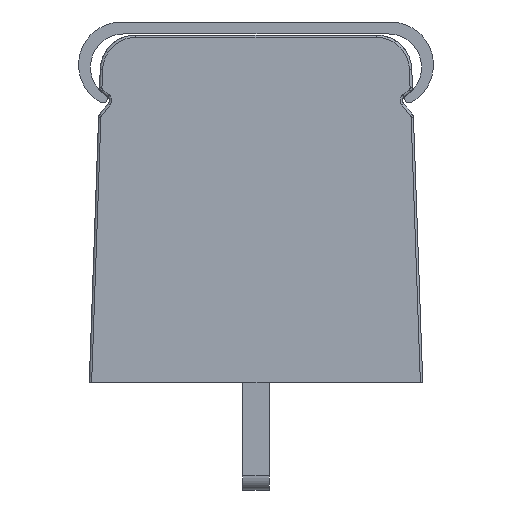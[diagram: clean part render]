
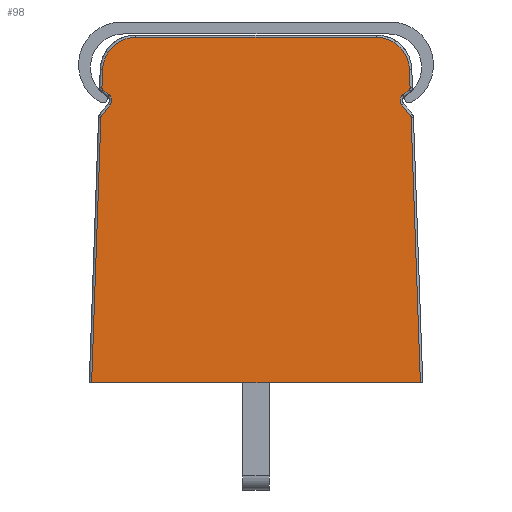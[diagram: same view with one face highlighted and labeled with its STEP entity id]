
A CAD part, left-side view. The second image highlights one B-rep face of the part: STEP entity #98.
In plain terms, the highlighted planar face has unit normal (-1, 0, 0.018).
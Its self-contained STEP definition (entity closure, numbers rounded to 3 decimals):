
#98 = ADVANCED_FACE( '', ( #1241 ), #1242, .T. );
#1241 = FACE_OUTER_BOUND( '', #3837, .T. );
#1242 = PLANE( '', #3838 );
#3837 = EDGE_LOOP( '', ( #10303, #10304, #10305, #10306, #10307, #10308, #10309, #10310, #10311, #10312, #10313, #10314, #10315, #10316, #10317, #10318, #10319, #10320 ) );
#3838 = AXIS2_PLACEMENT_3D( '', #10321, #10322, #10323 );
#10303 = ORIENTED_EDGE( '', *, *, #19336, .T. );
#10304 = ORIENTED_EDGE( '', *, *, #19337, .T. );
#10305 = ORIENTED_EDGE( '', *, *, #19338, .F. );
#10306 = ORIENTED_EDGE( '', *, *, #19173, .T. );
#10307 = ORIENTED_EDGE( '', *, *, #19332, .T. );
#10308 = ORIENTED_EDGE( '', *, *, #19335, .T. );
#10309 = ORIENTED_EDGE( '', *, *, #19339, .T. );
#10310 = ORIENTED_EDGE( '', *, *, #19340, .T. );
#10311 = ORIENTED_EDGE( '', *, *, #19341, .T. );
#10312 = ORIENTED_EDGE( '', *, *, #19342, .T. );
#10313 = ORIENTED_EDGE( '', *, *, #19343, .T. );
#10314 = ORIENTED_EDGE( '', *, *, #19344, .T. );
#10315 = ORIENTED_EDGE( '', *, *, #19345, .T. );
#10316 = ORIENTED_EDGE( '', *, *, #19346, .T. );
#10317 = ORIENTED_EDGE( '', *, *, #19347, .T. );
#10318 = ORIENTED_EDGE( '', *, *, #19348, .T. );
#10319 = ORIENTED_EDGE( '', *, *, #19349, .T. );
#10320 = ORIENTED_EDGE( '', *, *, #19350, .T. );
#10321 = CARTESIAN_POINT( '', ( -27.48, 0., 0. ) );
#10322 = DIRECTION( '', ( -1., 0., 0.017 ) );
#10323 = DIRECTION( '', ( 0.017, 0., 1. ) );
#19173 = EDGE_CURVE( '', #22382, #22386, #22388, .F. );
#19332 = EDGE_CURVE( '', #22386, #22667, #22669, .T. );
#19335 = EDGE_CURVE( '', #22667, #22672, #22674, .F. );
#19336 = EDGE_CURVE( '', #22675, #22676, #22677, .T. );
#19337 = EDGE_CURVE( '', #22676, #22678, #22679, .F. );
#19338 = EDGE_CURVE( '', #22382, #22678, #22680, .F. );
#19339 = EDGE_CURVE( '', #22672, #22681, #22682, .F. );
#19340 = EDGE_CURVE( '', #22681, #22683, #22684, .F. );
#19341 = EDGE_CURVE( '', #22683, #22685, #22686, .T. );
#19342 = EDGE_CURVE( '', #22685, #22687, #22688, .F. );
#19343 = EDGE_CURVE( '', #22687, #22689, #22690, .T. );
#19344 = EDGE_CURVE( '', #22689, #22691, #22692, .F. );
#19345 = EDGE_CURVE( '', #22691, #22693, #22694, .T. );
#19346 = EDGE_CURVE( '', #22693, #22695, #22696, .F. );
#19347 = EDGE_CURVE( '', #22695, #22697, #22698, .T. );
#19348 = EDGE_CURVE( '', #22697, #22699, #22700, .F. );
#19349 = EDGE_CURVE( '', #22699, #22701, #22702, .F. );
#19350 = EDGE_CURVE( '', #22701, #22675, #22703, .F. );
#22382 = VERTEX_POINT( '', #27476 );
#22386 = VERTEX_POINT( '', #27481 );
#22388 = LINE( '', #27483, #27484 );
#22667 = VERTEX_POINT( '', #28185 );
#22669 = ELLIPSE( '', #28215, 0.1, 0.1 );
#22672 = VERTEX_POINT( '', #28219 );
#22674 = LINE( '', #28221, #28222 );
#22675 = VERTEX_POINT( '', #28223 );
#22676 = VERTEX_POINT( '', #28224 );
#22677 = ELLIPSE( '', #28225, 0.1, 0.1 );
#22678 = VERTEX_POINT( '', #28226 );
#22679 = LINE( '', #28227, #28228 );
#22680 = LINE( '', #28229, #28230 );
#22681 = VERTEX_POINT( '', #28231 );
#22682 = ELLIPSE( '', #28232, 0.3, 0.3 );
#22683 = VERTEX_POINT( '', #28233 );
#22684 = LINE( '', #28234, #28235 );
#22685 = VERTEX_POINT( '', #28236 );
#22686 = ELLIPSE( '', #28237, 0.1, 0.1 );
#22687 = VERTEX_POINT( '', #28238 );
#22688 = LINE( '', #28239, #28240 );
#22689 = VERTEX_POINT( '', #28241 );
#22690 = ELLIPSE( '', #28242, 1.4, 1.4 );
#22691 = VERTEX_POINT( '', #28243 );
#22692 = LINE( '', #28244, #28245 );
#22693 = VERTEX_POINT( '', #28246 );
#22694 = ELLIPSE( '', #28247, 1.4, 1.4 );
#22695 = VERTEX_POINT( '', #28248 );
#22696 = LINE( '', #28249, #28250 );
#22697 = VERTEX_POINT( '', #28251 );
#22698 = ELLIPSE( '', #28252, 0.1, 0.1 );
#22699 = VERTEX_POINT( '', #28253 );
#22700 = LINE( '', #28254, #28255 );
#22701 = VERTEX_POINT( '', #28256 );
#22702 = ELLIPSE( '', #28257, 0.3, 0.3 );
#22703 = LINE( '', #28258, #28259 );
#27476 = CARTESIAN_POINT( '', ( -27.48, -6.9, 0. ) );
#27481 = CARTESIAN_POINT( '', ( -27.285, -6.511, 11.147 ) );
#27483 = CARTESIAN_POINT( '', ( -27.285, -6.511, 11.145 ) );
#27484 = VECTOR( '', #36457, 1000. );
#28185 = CARTESIAN_POINT( '', ( -27.284, -6.478, 11.217 ) );
#28215 = AXIS2_PLACEMENT_3D( '', #36695, #36696, #36697 );
#28219 = CARTESIAN_POINT( '', ( -27.276, -6.117, 11.663 ) );
#28221 = CARTESIAN_POINT( '', ( -27.276, -6.118, 11.662 ) );
#28222 = VECTOR( '', #36702, 1000. );
#28223 = CARTESIAN_POINT( '', ( -27.284, 6.478, 11.217 ) );
#28224 = CARTESIAN_POINT( '', ( -27.285, 6.511, 11.147 ) );
#28225 = AXIS2_PLACEMENT_3D( '', #36703, #36704, #36705 );
#28226 = CARTESIAN_POINT( '', ( -27.48, 6.9, 0. ) );
#28227 = CARTESIAN_POINT( '', ( -27.48, 6.9, -0.003 ) );
#28228 = VECTOR( '', #36706, 1000. );
#28229 = CARTESIAN_POINT( '', ( -27.48, 0., 0. ) );
#28230 = VECTOR( '', #36707, 1000. );
#28231 = CARTESIAN_POINT( '', ( -27.269, -6.161, 12.085 ) );
#28232 = AXIS2_PLACEMENT_3D( '', #36708, #36709, #36710 );
#28233 = CARTESIAN_POINT( '', ( -27.265, -6.431, 12.303 ) );
#28234 = CARTESIAN_POINT( '', ( -27.265, -6.43, 12.302 ) );
#28235 = VECTOR( '', #36711, 1000. );
#28236 = CARTESIAN_POINT( '', ( -27.264, -6.468, 12.384 ) );
#28237 = AXIS2_PLACEMENT_3D( '', #36712, #36713, #36714 );
#28238 = CARTESIAN_POINT( '', ( -27.25, -6.441, 13.151 ) );
#28239 = CARTESIAN_POINT( '', ( -27.25, -6.441, 13.149 ) );
#28240 = VECTOR( '', #36715, 1000. );
#28241 = CARTESIAN_POINT( '', ( -27.227, -5.042, 14.502 ) );
#28242 = AXIS2_PLACEMENT_3D( '', #36716, #36717, #36718 );
#28243 = CARTESIAN_POINT( '', ( -27.227, 5.042, 14.502 ) );
#28244 = CARTESIAN_POINT( '', ( -27.227, 5.042, 14.502 ) );
#28245 = VECTOR( '', #36719, 1000. );
#28246 = CARTESIAN_POINT( '', ( -27.25, 6.441, 13.151 ) );
#28247 = AXIS2_PLACEMENT_3D( '', #36720, #36721, #36722 );
#28248 = CARTESIAN_POINT( '', ( -27.264, 6.468, 12.384 ) );
#28249 = CARTESIAN_POINT( '', ( -27.264, 6.468, 12.383 ) );
#28250 = VECTOR( '', #36723, 1000. );
#28251 = CARTESIAN_POINT( '', ( -27.265, 6.431, 12.303 ) );
#28252 = AXIS2_PLACEMENT_3D( '', #36724, #36725, #36726 );
#28253 = CARTESIAN_POINT( '', ( -27.269, 6.161, 12.085 ) );
#28254 = CARTESIAN_POINT( '', ( -27.269, 6.16, 12.084 ) );
#28255 = VECTOR( '', #36727, 1000. );
#28256 = CARTESIAN_POINT( '', ( -27.276, 6.117, 11.663 ) );
#28257 = AXIS2_PLACEMENT_3D( '', #36728, #36729, #36730 );
#28258 = CARTESIAN_POINT( '', ( -27.284, 6.475, 11.221 ) );
#28259 = VECTOR( '', #36731, 1000. );
#36457 = DIRECTION( '', ( -0.017, -0.035, -0.999 ) );
#36695 = CARTESIAN_POINT( '', ( -27.285, -6.411, 11.143 ) );
#36696 = DIRECTION( '', ( -1., 0., 0.017 ) );
#36697 = DIRECTION( '', ( -0.017, 0., -1. ) );
#36702 = DIRECTION( '', ( -0.014, -0.63, -0.777 ) );
#36703 = CARTESIAN_POINT( '', ( -27.285, 6.411, 11.143 ) );
#36704 = DIRECTION( '', ( -1., 0., 0.017 ) );
#36705 = DIRECTION( '', ( -0.017, 0., -1. ) );
#36706 = DIRECTION( '', ( 0.017, -0.035, 0.999 ) );
#36707 = DIRECTION( '', ( 0., -1., 0. ) );
#36708 = CARTESIAN_POINT( '', ( -27.273, -6.35, 11.852 ) );
#36709 = DIRECTION( '', ( -1., 0., 0.017 ) );
#36710 = DIRECTION( '', ( -0.017, 0., -1. ) );
#36711 = DIRECTION( '', ( -0.011, 0.777, -0.63 ) );
#36712 = CARTESIAN_POINT( '', ( -27.264, -6.368, 12.381 ) );
#36713 = DIRECTION( '', ( -1., 0., 0.017 ) );
#36714 = DIRECTION( '', ( -0.017, 0., -1. ) );
#36715 = DIRECTION( '', ( -0.017, -0.035, -0.999 ) );
#36716 = CARTESIAN_POINT( '', ( -27.251, -5.042, 13.102 ) );
#36717 = DIRECTION( '', ( -1., 0., 0.017 ) );
#36718 = DIRECTION( '', ( -0.017, 0., -1. ) );
#36719 = DIRECTION( '', ( 0., -1., 0. ) );
#36720 = CARTESIAN_POINT( '', ( -27.251, 5.042, 13.102 ) );
#36721 = DIRECTION( '', ( -1., 0., 0.017 ) );
#36722 = DIRECTION( '', ( -0.017, 0., -1. ) );
#36723 = DIRECTION( '', ( 0.017, -0.035, 0.999 ) );
#36724 = CARTESIAN_POINT( '', ( -27.264, 6.368, 12.381 ) );
#36725 = DIRECTION( '', ( -1., 0., 0.017 ) );
#36726 = DIRECTION( '', ( -0.017, 0., -1. ) );
#36727 = DIRECTION( '', ( 0.011, 0.777, 0.63 ) );
#36728 = CARTESIAN_POINT( '', ( -27.273, 6.35, 11.852 ) );
#36729 = DIRECTION( '', ( -1., 0., 0.017 ) );
#36730 = DIRECTION( '', ( -0.017, 0., -1. ) );
#36731 = DIRECTION( '', ( 0.014, -0.63, 0.777 ) );
